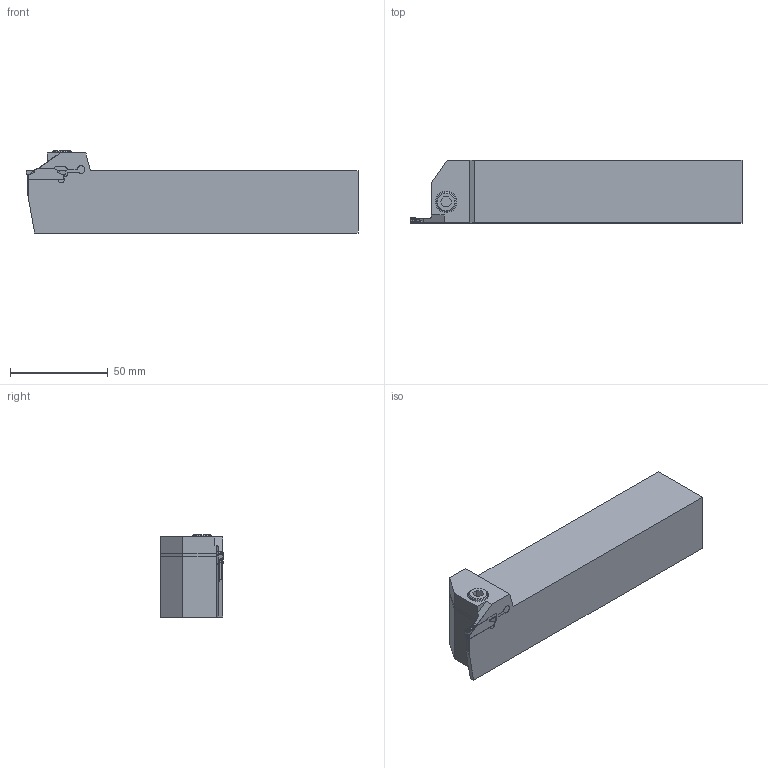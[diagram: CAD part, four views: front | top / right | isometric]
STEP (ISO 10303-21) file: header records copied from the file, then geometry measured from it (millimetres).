
FILE_DESCRIPTION(/* description */ (''),/* implementation_level */ '2;1');
FILE_NAME(/* name */ 'qefd3232r10.stp',/* time_stamp */ '2023-05-06T15:51:29+08:00',/* author */ (''),/* organization */ (''),/* preprocessor_version */ 'ST-DEVELOPER v16.7',/* originating_system */ 'SIEMENS PLM Software NX 12.0',/* authorisation */ '');
FILE_SCHEMA (('AUTOMOTIVE_DESIGN { 1 0 10303 214 3 1 1 1 }'));
Length unit declared in the file: millimetre
Products named in the file (5): BP-ZTFD0303-MG; M6x20(GB70-85); pocket-qefd-r_PLMNX-ARRAGMNTArrangement 1; LD-M6X20_PLM; qefd3232r10
Assembly tree (4 placements, depth 3):
  qefd3232r10
    LD-M6X20_PLM
      M6x20(GB70-85)
    pocket-qefd-r_PLMNX-ARRAGMNTArrangement 1
      BP-ZTFD0303-MG
Bounding box: 170 x 32.35 x 42 mm (x, y, z)
Surface area: 50496.2 mm2
Topology: 4 solids, 4 shells, 674 faces, 1610 edges, 946 vertices
Faces by surface type: bspline 386, plane 143, cylinder 121, sphere 12, cone 10, torus 2
Full cylindrical faces by diameter (mm): 5 x2, 5.795 x1, 6.5 x3, 10 x1, 11 x2
Entity records: 25740 total; most frequent: CARTESIAN_POINT 12522, ORIENTED_EDGE 3170, DIRECTION 2156, EDGE_CURVE 1585, VERTEX_POINT 944, AXIS2_PLACEMENT_3D 874, EDGE_LOOP 699, ADVANCED_FACE 674
